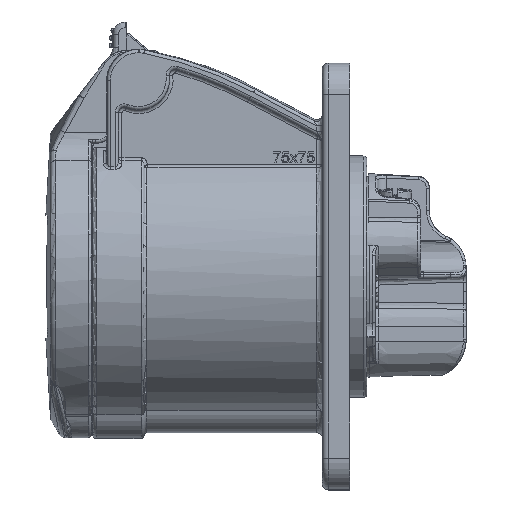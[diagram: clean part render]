
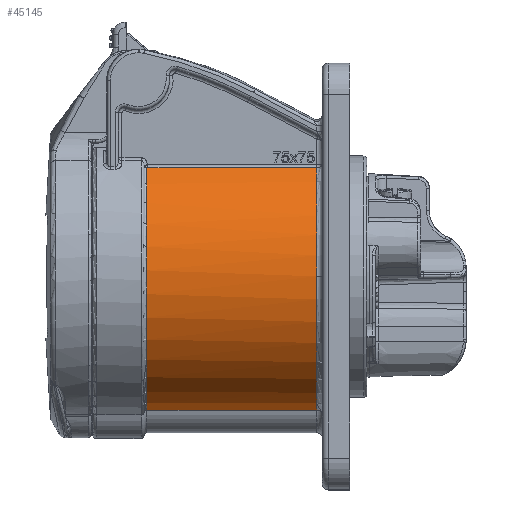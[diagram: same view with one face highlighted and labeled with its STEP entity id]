
A CAD part, top view. The second image highlights one B-rep face of the part: STEP entity #45145.
In plain terms, the highlighted cylindrical face has radius 24.05 mm (diameter 48.1 mm), a partial arc.
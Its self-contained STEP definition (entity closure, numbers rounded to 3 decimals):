
#80 = CIRCLE ( 'NONE', #34322, 24.05 ) ;
#360 = CARTESIAN_POINT ( 'NONE',  ( 15.039, -3.111, 24.05 ) ) ;
#620 = VERTEX_POINT ( 'NONE', #33089 ) ;
#2121 = DIRECTION ( 'NONE',  ( -1., 0., 0. ) ) ;
#2575 = CIRCLE ( 'NONE', #11251, 24.05 ) ;
#5464 = B_SPLINE_CURVE_WITH_KNOTS ( 'NONE', 3,
 ( #26288, #26395, #26187, #26135, #26126, #26026, #25972 ),
 .UNSPECIFIED., .F., .F.,
 ( 4, 3, 4 ),
 ( 0., 0., 0. ),
 .UNSPECIFIED. ) ;
#5720 = VECTOR ( 'NONE', #19108, 1000. ) ;
#5838 = LINE ( 'NONE', #19363, #5720 ) ;
#5874 = DIRECTION ( 'NONE',  ( 0., 0., -1. ) ) ;
#6462 = ORIENTED_EDGE ( 'NONE', *, *, #28127, .T. ) ;
#6625 = DIRECTION ( 'NONE',  ( 0., 0., -1. ) ) ;
#6661 = DIRECTION ( 'NONE',  ( -1., 0., 0. ) ) ;
#6677 = CARTESIAN_POINT ( 'NONE',  ( 15.039, -3.111, 0. ) ) ;
#9317 = CARTESIAN_POINT ( 'NONE',  ( 15.039, -26.605, 5.14 ) ) ;
#10057 = AXIS2_PLACEMENT_3D ( 'NONE', #30470, #34076, #5874 ) ;
#10133 = CARTESIAN_POINT ( 'NONE',  ( -14.861, 16.003, 14.597 ) ) ;
#11251 = AXIS2_PLACEMENT_3D ( 'NONE', #23198, #2121, #26737 ) ;
#12082 = VERTEX_POINT ( 'NONE', #34104 ) ;
#12848 = ORIENTED_EDGE ( 'NONE', *, *, #29847, .T. ) ;
#13042 = VECTOR ( 'NONE', #30291, 1000. ) ;
#13167 = LINE ( 'NONE', #23303, #13042 ) ;
#13463 = EDGE_CURVE ( 'NONE', #39527, #38380, #41805, .T. ) ;
#14052 = EDGE_CURVE ( 'NONE', #620, #39527, #5464, .T. ) ;
#14065 = ORIENTED_EDGE ( 'NONE', *, *, #13463, .T. ) ;
#19108 = DIRECTION ( 'NONE',  ( 1., 0., 0. ) ) ;
#19363 = CARTESIAN_POINT ( 'NONE',  ( -80.105, -26.605, 5.14 ) ) ;
#20985 = CARTESIAN_POINT ( 'NONE',  ( -14.861, -26.605, 5.14 ) ) ;
#22026 = ORIENTED_EDGE ( 'NONE', *, *, #14052, .T. ) ;
#23198 = CARTESIAN_POINT ( 'NONE',  ( 15.039, -3.111, 0. ) ) ;
#23303 = CARTESIAN_POINT ( 'NONE',  ( -80.105, 16.048, 14.537 ) ) ;
#23464 = FACE_OUTER_BOUND ( 'NONE', #36940, .T. ) ;
#24359 = CYLINDRICAL_SURFACE ( 'NONE', #10057, 24.05 ) ;
#25954 = ORIENTED_EDGE ( 'NONE', *, *, #27706, .T. ) ;
#25972 = CARTESIAN_POINT ( 'NONE',  ( -14.861, 16.003, 14.597 ) ) ;
#26026 = CARTESIAN_POINT ( 'NONE',  ( -14.861, 16.013, 14.583 ) ) ;
#26126 = CARTESIAN_POINT ( 'NONE',  ( -14.858, 16.023, 14.57 ) ) ;
#26135 = CARTESIAN_POINT ( 'NONE',  ( -14.853, 16.033, 14.558 ) ) ;
#26183 = VERTEX_POINT ( 'NONE', #9317 ) ;
#26187 = CARTESIAN_POINT ( 'NONE',  ( -14.85, 16.038, 14.551 ) ) ;
#26288 = CARTESIAN_POINT ( 'NONE',  ( -14.841, 16.048, 14.537 ) ) ;
#26395 = CARTESIAN_POINT ( 'NONE',  ( -14.846, 16.043, 14.544 ) ) ;
#26737 = DIRECTION ( 'NONE',  ( 0., 0., 1. ) ) ;
#26758 = AXIS2_PLACEMENT_3D ( 'NONE', #43550, #43508, #43448 ) ;
#27298 = EDGE_CURVE ( 'NONE', #38380, #26183, #5838, .T. ) ;
#27706 = EDGE_CURVE ( 'NONE', #26183, #27974, #80, .T. ) ;
#27728 = ORIENTED_EDGE ( 'NONE', *, *, #27298, .T. ) ;
#27974 = VERTEX_POINT ( 'NONE', #360 ) ;
#28127 = EDGE_CURVE ( 'NONE', #27974, #12082, #2575, .T. ) ;
#29847 = EDGE_CURVE ( 'NONE', #12082, #620, #13167, .T. ) ;
#30291 = DIRECTION ( 'NONE',  ( -1., 0., 0. ) ) ;
#30470 = CARTESIAN_POINT ( 'NONE',  ( -80.105, -3.111, 0. ) ) ;
#33089 = CARTESIAN_POINT ( 'NONE',  ( -14.841, 16.048, 14.537 ) ) ;
#34076 = DIRECTION ( 'NONE',  ( 1., 0., 0. ) ) ;
#34104 = CARTESIAN_POINT ( 'NONE',  ( 15.039, 16.048, 14.537 ) ) ;
#34322 = AXIS2_PLACEMENT_3D ( 'NONE', #6677, #6661, #6625 ) ;
#36940 = EDGE_LOOP ( 'NONE', ( #25954, #6462, #12848, #22026, #14065, #27728 ) ) ;
#38380 = VERTEX_POINT ( 'NONE', #20985 ) ;
#39527 = VERTEX_POINT ( 'NONE', #10133 ) ;
#41805 = CIRCLE ( 'NONE', #26758, 24.05 ) ;
#43448 = DIRECTION ( 'NONE',  ( 0., 0., -1. ) ) ;
#43508 = DIRECTION ( 'NONE',  ( 1., 0., 0. ) ) ;
#43550 = CARTESIAN_POINT ( 'NONE',  ( -14.861, -3.111, 0. ) ) ;
#45145 = ADVANCED_FACE ( 'NONE', ( #23464 ), #24359, .T. ) ;
